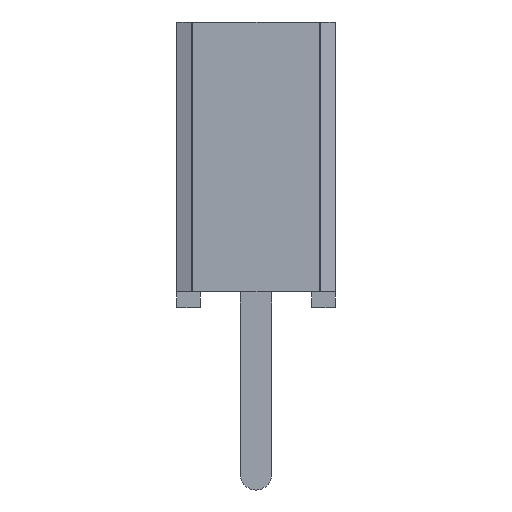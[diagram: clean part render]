
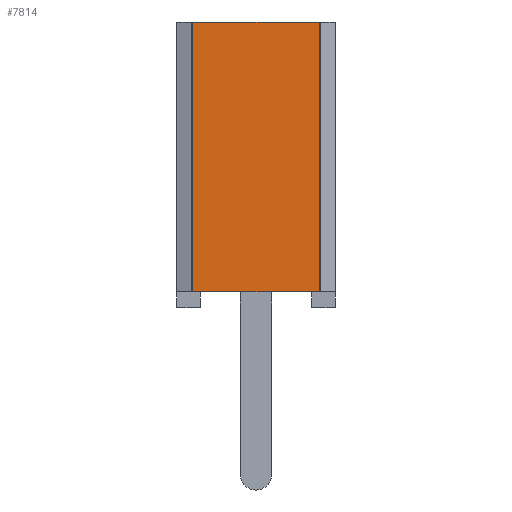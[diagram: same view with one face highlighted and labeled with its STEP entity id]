
A CAD part, left-side view. The second image highlights one B-rep face of the part: STEP entity #7814.
In plain terms, the highlighted planar face has unit normal (-1, 0, 0).
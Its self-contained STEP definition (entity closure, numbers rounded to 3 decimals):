
#7814 = ADVANCED_FACE('',(#7815),#7849,.F.);
#7815 = FACE_BOUND('',#7816,.T.);
#7816 = EDGE_LOOP('',(#7817,#7827,#7835,#7843));
#7817 = ORIENTED_EDGE('',*,*,#7818,.T.);
#7818 = EDGE_CURVE('',#7819,#7821,#7823,.T.);
#7819 = VERTEX_POINT('',#7820);
#7820 = CARTESIAN_POINT('',(-21.704,1.026,4.572));
#7821 = VERTEX_POINT('',#7822);
#7822 = CARTESIAN_POINT('',(-21.704,1.026,0.254));
#7823 = LINE('',#7824,#7825);
#7824 = CARTESIAN_POINT('',(-21.704,1.026,4.572));
#7825 = VECTOR('',#7826,1.);
#7826 = DIRECTION('',(0.,0.,-1.));
#7827 = ORIENTED_EDGE('',*,*,#7828,.T.);
#7828 = EDGE_CURVE('',#7821,#7829,#7831,.T.);
#7829 = VERTEX_POINT('',#7830);
#7830 = CARTESIAN_POINT('',(-21.704,-1.026,0.254));
#7831 = LINE('',#7832,#7833);
#7832 = CARTESIAN_POINT('',(-21.704,0.889,0.254));
#7833 = VECTOR('',#7834,1.);
#7834 = DIRECTION('',(0.,-1.,0.));
#7835 = ORIENTED_EDGE('',*,*,#7836,.T.);
#7836 = EDGE_CURVE('',#7829,#7837,#7839,.T.);
#7837 = VERTEX_POINT('',#7838);
#7838 = CARTESIAN_POINT('',(-21.704,-1.026,4.572));
#7839 = LINE('',#7840,#7841);
#7840 = CARTESIAN_POINT('',(-21.704,-1.026,4.572));
#7841 = VECTOR('',#7842,1.);
#7842 = DIRECTION('',(0.,0.,1.));
#7843 = ORIENTED_EDGE('',*,*,#7844,.F.);
#7844 = EDGE_CURVE('',#7819,#7837,#7845,.T.);
#7845 = LINE('',#7846,#7847);
#7846 = CARTESIAN_POINT('',(-21.704,1.27,4.572));
#7847 = VECTOR('',#7848,1.);
#7848 = DIRECTION('',(0.,-1.,0.));
#7849 = PLANE('',#7850);
#7850 = AXIS2_PLACEMENT_3D('',#7851,#7852,#7853);
#7851 = CARTESIAN_POINT('',(-21.704,1.27,4.572));
#7852 = DIRECTION('',(1.,0.,0.));
#7853 = DIRECTION('',(0.,1.,0.));
